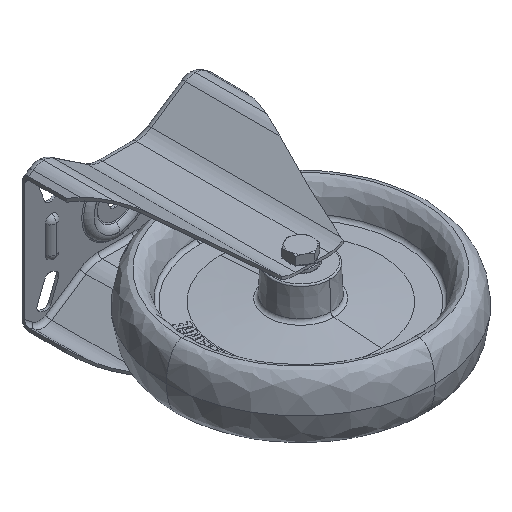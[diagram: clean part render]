
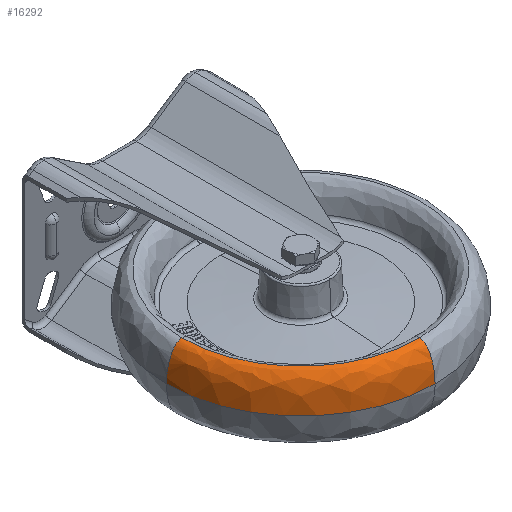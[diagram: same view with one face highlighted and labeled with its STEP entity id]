
A CAD part, isometric view. The second image highlights one B-rep face of the part: STEP entity #16292.
In plain terms, the highlighted free-form (B-spline) face has degree [3, 3] with [4, 4] control points.
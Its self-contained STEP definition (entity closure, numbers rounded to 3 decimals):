
#29 = EDGE_CURVE ( 'NONE', #16767, #6999, #19234, .T. ) ;
#84 = CARTESIAN_POINT ( 'NONE',  ( -97.723, -132.192, -42.75 ) ) ;
#727 = CARTESIAN_POINT ( 'NONE',  ( -109.223, -132.192, -52.691 ) ) ;
#1165 = CARTESIAN_POINT ( 'NONE',  ( -109.223, -132.192, -66.75 ) ) ;
#1350 = CARTESIAN_POINT ( 'NONE',  ( -9.223, -220.692, -42.75 ) ) ;
#1412 = CARTESIAN_POINT ( 'NONE',  ( -104.46, -187.981, -42.75 ) ) ;
#2451 = EDGE_LOOP ( 'NONE', ( #18028, #17378, #21727, #19251 ) ) ;
#3123 = CARTESIAN_POINT ( 'NONE',  ( -67.802, -232.192, -52.691 ) ) ;
#3936 = CIRCLE ( 'NONE', #16286, 100. ) ;
#4264 = EDGE_CURVE ( 'NONE', #14893, #16767, #3936, .T. ) ;
#4512 =( BOUNDED_SURFACE ( )  B_SPLINE_SURFACE ( 3, 3, ( 
 ( #1350, #19881, #16525, #6409 ),
 ( #18193, #21579, #1412, #13194 ),
 ( #6482, #3123, #16598, #18265 ),
 ( #8175, #19944, #13544, #5023 ) ),
 .UNSPECIFIED., .F., .F., .F. ) 
 B_SPLINE_SURFACE_WITH_KNOTS ( ( 4, 4 ),
 ( 4, 4 ),
 ( 0., 1. ),
 ( 0., 1. ),
 .UNSPECIFIED. ) 
 GEOMETRIC_REPRESENTATION_ITEM ( )  RATIONAL_B_SPLINE_SURFACE ( (
 ( 1., 0.805, 0.805, 1.),
 ( 0.805, 0.648, 0.648, 0.805),
 ( 0.805, 0.648, 0.648, 0.805),
 ( 1., 0.805, 0.805, 1.) ) ) 
 REPRESENTATION_ITEM ( '' )  SURFACE ( )  );
#4639 = CIRCLE ( 'NONE', #9086, 88.5 ) ;
#4968 = FACE_OUTER_BOUND ( 'NONE', #2451, .T. ) ;
#5023 = CARTESIAN_POINT ( 'NONE',  ( -109.223, -132.192, -66.75 ) ) ;
#5038 = CARTESIAN_POINT ( 'NONE',  ( -9.223, -232.192, -52.691 ) ) ;
#5056 = CARTESIAN_POINT ( 'NONE',  ( -9.223, -220.692, -42.75 ) ) ;
#5954 = CARTESIAN_POINT ( 'NONE',  ( -104.46, -132.192, -42.75 ) ) ;
#6409 = CARTESIAN_POINT ( 'NONE',  ( -97.723, -132.192, -42.75 ) ) ;
#6482 = CARTESIAN_POINT ( 'NONE',  ( -9.223, -232.192, -52.691 ) ) ;
#6999 = VERTEX_POINT ( 'NONE', #5056 ) ;
#8175 = CARTESIAN_POINT ( 'NONE',  ( -9.223, -232.192, -66.75 ) ) ;
#8331 = CARTESIAN_POINT ( 'NONE',  ( -9.223, -232.192, -66.75 ) ) ;
#8334 = CARTESIAN_POINT ( 'NONE',  ( -9.223, -132.192, -66.75 ) ) ;
#8488 = DIRECTION ( 'NONE',  ( 0., 0., 1. ) ) ;
#8942 = CARTESIAN_POINT ( 'NONE',  ( -9.223, -132.192, -42.75 ) ) ;
#9086 = AXIS2_PLACEMENT_3D ( 'NONE', #8942, #15573, #17120 ) ;
#10262 = EDGE_CURVE ( 'NONE', #6999, #11242, #4639, .T. ) ;
#11242 = VERTEX_POINT ( 'NONE', #84 ) ;
#11513 = DIRECTION ( 'NONE',  ( 0., 1., 0. ) ) ;
#11722 = CARTESIAN_POINT ( 'NONE',  ( -9.223, -227.429, -42.75 ) ) ;
#13027 = CARTESIAN_POINT ( 'NONE',  ( -9.223, -232.192, -66.75 ) ) ;
#13194 = CARTESIAN_POINT ( 'NONE',  ( -104.46, -132.192, -42.75 ) ) ;
#13544 = CARTESIAN_POINT ( 'NONE',  ( -109.223, -190.771, -66.75 ) ) ;
#14179 = CARTESIAN_POINT ( 'NONE',  ( -109.223, -132.192, -66.75 ) ) ;
#14893 = VERTEX_POINT ( 'NONE', #1165 ) ;
#15107 = CARTESIAN_POINT ( 'NONE',  ( -9.223, -220.692, -42.75 ) ) ;
#15573 = DIRECTION ( 'NONE',  ( 0., 0., -1. ) ) ;
#16286 = AXIS2_PLACEMENT_3D ( 'NONE', #8334, #8488, #11513 ) ;
#16292 = ADVANCED_FACE ( 'NONE', ( #4968 ), #4512, .F. ) ;
#16525 = CARTESIAN_POINT ( 'NONE',  ( -97.723, -184.035, -42.75 ) ) ;
#16598 = CARTESIAN_POINT ( 'NONE',  ( -109.223, -190.771, -52.691 ) ) ;
#16767 = VERTEX_POINT ( 'NONE', #13027 ) ;
#17120 = DIRECTION ( 'NONE',  ( 0., -1., 0. ) ) ;
#17234 =( BOUNDED_CURVE ( )  B_SPLINE_CURVE ( 3, ( #19112, #5954, #727, #14179 ),
 .UNSPECIFIED., .F., .F. ) 
 B_SPLINE_CURVE_WITH_KNOTS ( ( 4, 4 ),
 ( 0., 1.571 ),
 .UNSPECIFIED. ) 
 CURVE ( )  GEOMETRIC_REPRESENTATION_ITEM ( )  RATIONAL_B_SPLINE_CURVE ( ( 1., 0.805, 0.805, 1. ) ) 
 REPRESENTATION_ITEM ( '' )  );
#17378 = ORIENTED_EDGE ( 'NONE', *, *, #21320, .T. ) ;
#18028 = ORIENTED_EDGE ( 'NONE', *, *, #10262, .T. ) ;
#18193 = CARTESIAN_POINT ( 'NONE',  ( -9.223, -227.429, -42.75 ) ) ;
#18265 = CARTESIAN_POINT ( 'NONE',  ( -109.223, -132.192, -52.691 ) ) ;
#19112 = CARTESIAN_POINT ( 'NONE',  ( -97.723, -132.192, -42.75 ) ) ;
#19234 =( BOUNDED_CURVE ( )  B_SPLINE_CURVE ( 3, ( #8331, #5038, #11722, #15107 ),
 .UNSPECIFIED., .F., .F. ) 
 B_SPLINE_CURVE_WITH_KNOTS ( ( 4, 4 ),
 ( 4.712, 6.283 ),
 .UNSPECIFIED. ) 
 CURVE ( )  GEOMETRIC_REPRESENTATION_ITEM ( )  RATIONAL_B_SPLINE_CURVE ( ( 1., 0.805, 0.805, 1. ) ) 
 REPRESENTATION_ITEM ( '' )  );
#19251 = ORIENTED_EDGE ( 'NONE', *, *, #29, .T. ) ;
#19881 = CARTESIAN_POINT ( 'NONE',  ( -61.065, -220.692, -42.75 ) ) ;
#19944 = CARTESIAN_POINT ( 'NONE',  ( -67.802, -232.192, -66.75 ) ) ;
#21320 = EDGE_CURVE ( 'NONE', #11242, #14893, #17234, .T. ) ;
#21579 = CARTESIAN_POINT ( 'NONE',  ( -65.011, -227.429, -42.75 ) ) ;
#21727 = ORIENTED_EDGE ( 'NONE', *, *, #4264, .T. ) ;
